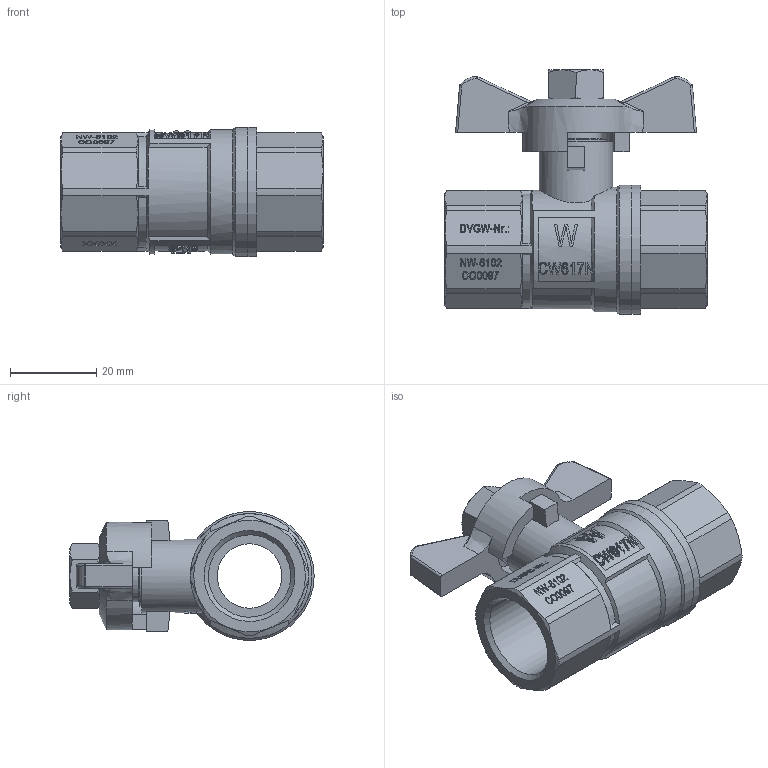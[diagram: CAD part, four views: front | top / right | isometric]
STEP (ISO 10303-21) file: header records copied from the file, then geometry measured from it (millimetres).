
FILE_DESCRIPTION(/* description */ ('Unknown'),/* implementation_level */ '2;1');
FILE_NAME(/* name */ '753-04',/* time_stamp */ '2022-07-26T10:22:55+02:00',/* author */ ('Unknown'),/* organization */ ('Unknown'),/* preprocessor_version */ 'ST-DEVELOPER v16.7',/* originating_system */ 'Solid Edge',/* authorisation */ 'Unknown');
FILE_SCHEMA (('AUTOMOTIVE_DESIGN {1 0 10303 214 3 1 1}'));
Length unit declared in the file: millimetre
Products named in the file (8): 753-04; Flügelgriff 1_4 - 3_4; Spindel; Kvrper; Einschraubteil; Metalring; Stopfbuchse; 600-1_2-Mutter
Assembly tree (7 placements, depth 2):
  753-04
    Flügelgriff 1_4 - 3_4
    Spindel
    Kvrper
    Einschraubteil
    Metalring
    Stopfbuchse
    600-1_2-Mutter
Bounding box: 61 x 56.75 x 30 mm (x, y, z)
Volume: 25140.1 mm3; surface area: 19441.7 mm2
Topology: 7 solids, 7 shells, 1698 faces, 4734 edges, 3140 vertices
Faces by surface type: plane 1519, cylinder 102, cone 49, bspline 18, sphere 10
Full cylindrical faces by diameter (mm): 6.75 x1, 8 x1, 8.2 x1, 8.5 x1, 9 x1, 9.2 x1, 10 x1, 10.5 x1, 12 x2, 12.5 x1, 14 x1, 15 x2, 16 x1, 17 x1, 18.5 x1, 19.141 x2, 21 x2, 24.5 x1, 26 x1, 26.5 x1, 29 x1, 30 x2
Entity records: 57632 total; most frequent: CARTESIAN_POINT 13340, ORIENTED_EDGE 9338, DIRECTION 8987, EDGE_CURVE 4669, LINE 3451, VECTOR 3451, VERTEX_POINT 3124, AXIS2_PLACEMENT_3D 2768
